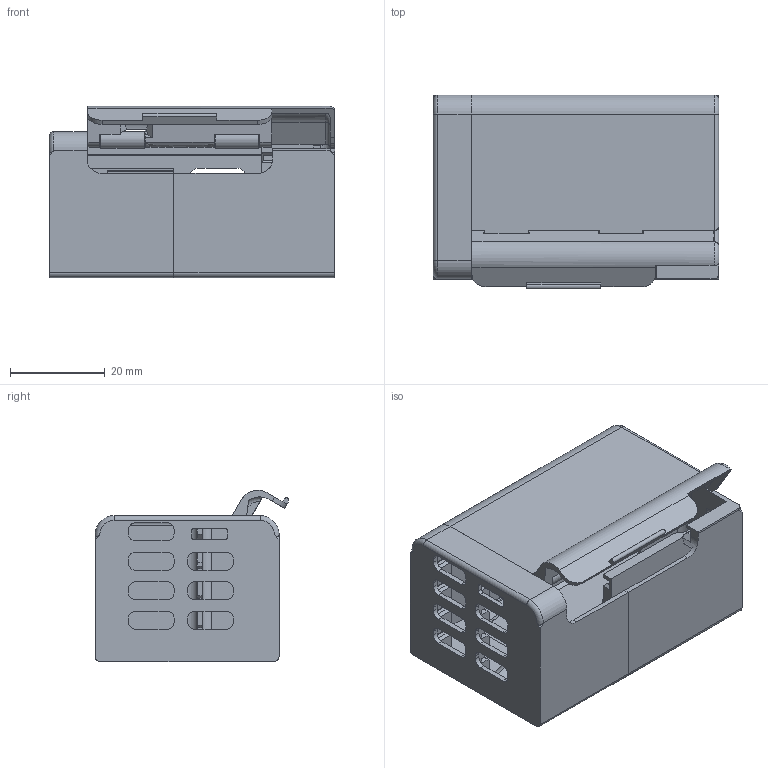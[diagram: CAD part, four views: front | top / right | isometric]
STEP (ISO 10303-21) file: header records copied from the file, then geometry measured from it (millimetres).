
FILE_DESCRIPTION(/* description */ (''),/* implementation_level */ '2;1');
FILE_NAME(/* name */ 'VersaSens_Design_Compact.step',/* time_stamp */ '2024-08-30T13:45:56+02:00',/* author */ (''),/* organization */ (''),/* preprocessor_version */ 'ST-DEVELOPER v20',/* originating_system */ 'Autodesk Translation Framework v13.14.0.145',/* authorisation */ '');
FILE_SCHEMA (('AUTOMOTIVE_DESIGN { 1 0 10303 214 3 1 1 }'));
Length unit declared in the file: millimetre
Products named in the file (3): VersaSens_last_up_logo; Frame1; Frame2
Assembly tree (2 placements, depth 2):
  VersaSens_last_up_logo
    Frame1
    Frame2
Bounding box: 60.2 x 40.87 x 36.1 mm (x, y, z)
Volume: 16375 mm3; surface area: 24802.9 mm2
Topology: 3 solids, 3 shells, 652 faces, 1898 edges, 1243 vertices
Faces by surface type: plane 467, cylinder 130, bspline 20, torus 20, sphere 13, cone 2
Full cylindrical faces by diameter (mm): 2 x4, 2.4 x4
Entity records: 23854 total; most frequent: CARTESIAN_POINT 6464, ORIENTED_EDGE 3774, DIRECTION 3424, EDGE_CURVE 1887, LINE 1432, VECTOR 1432, VERTEX_POINT 1243, AXIS2_PLACEMENT_3D 996
